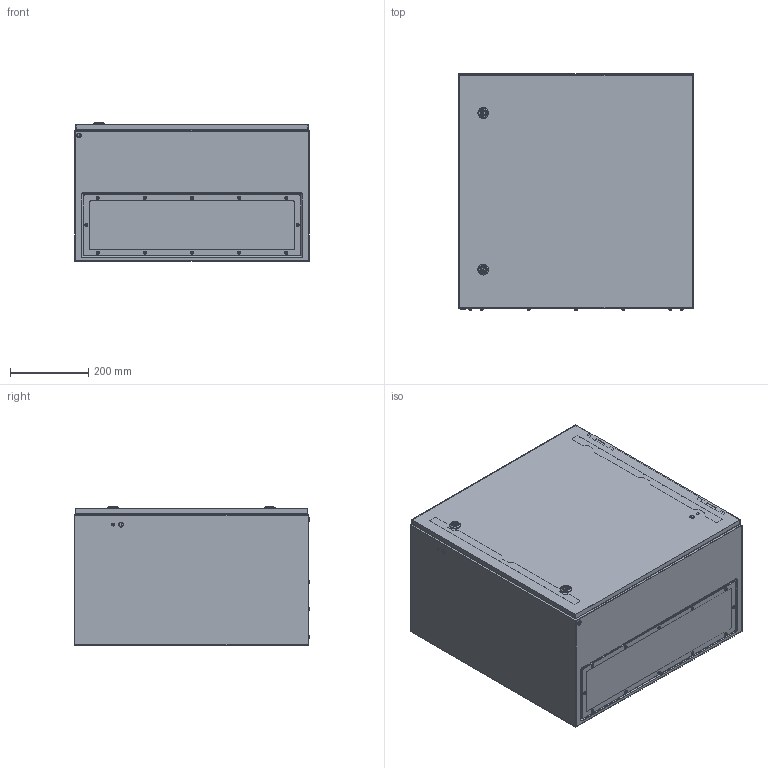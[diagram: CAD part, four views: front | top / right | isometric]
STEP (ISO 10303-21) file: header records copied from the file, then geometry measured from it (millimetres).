
FILE_DESCRIPTION (( 'STEP AP214' ), '1' );
FILE_NAME ('3331-6060-35-17.step', '2023-12-20T13:01:18', ( '' ), ( '' ), 'SwSTEP 2.0', 'SolidWorks 2019', '' );
FILE_SCHEMA (( 'AUTOMOTIVE_DESIGN' ));
Length unit declared in the file: millimetre
Products named in the file (6): Korpus_wg_6060-35; Montageplattenbeipack_wg_6060; Montageplatte_wg_0331-6060-00-13; 3331-6060-35-17; Tuer_wg_3331-6060-00-97; Kabeleinfuehrungsplatte_wg_3080-7055-12-27
Assembly tree (5 placements, depth 2):
  3331-6060-35-17
    Korpus_wg_6060-35
    Tuer_wg_3331-6060-00-97
    Kabeleinfuehrungsplatte_wg_3080-7055-12-27
    Montageplatte_wg_0331-6060-00-13
    Montageplattenbeipack_wg_6060
Bounding box: 600 x 603.1 x 357 mm (x, y, z)
Volume: 3238133.1 mm3; surface area: 4066634.5 mm2
Topology: 36 solids, 36 shells, 1839 faces, 4676 edges, 3019 vertices
Faces by surface type: plane 1077, cylinder 536, cone 164, torus 28, sphere 18, bspline 16
Entity records: 74046 total; most frequent: CARTESIAN_POINT 19212, DIRECTION 9454, ORIENTED_EDGE 9336, EDGE_CURVE 4668, AXIS2_PLACEMENT_3D 3315, VERTEX_POINT 3019, LINE 2824, VECTOR 2824
